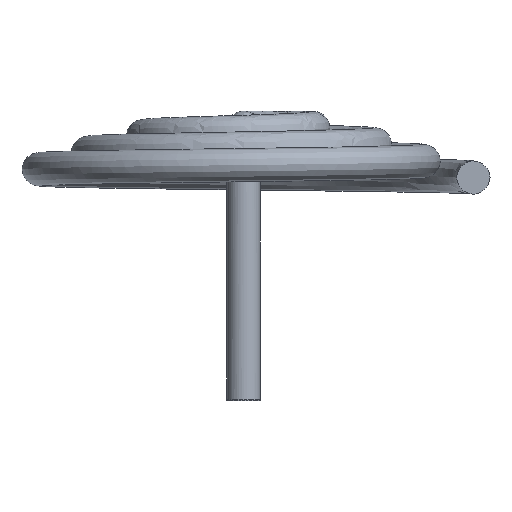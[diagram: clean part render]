
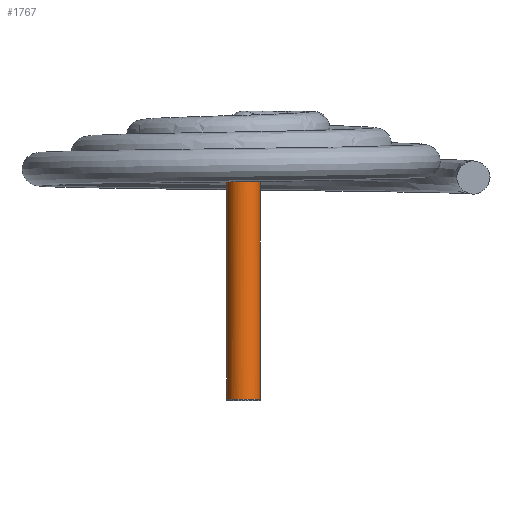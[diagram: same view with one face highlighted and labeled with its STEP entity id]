
A CAD part, front view. The second image highlights one B-rep face of the part: STEP entity #1767.
In plain terms, the highlighted free-form (B-spline) face has degree [3, 1] with [4, 2] control points.
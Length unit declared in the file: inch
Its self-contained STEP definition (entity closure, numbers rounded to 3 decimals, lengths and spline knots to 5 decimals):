
#47 = ORIENTED_EDGE ( 'NONE', *, *, #274, .T. ) ;
#49 = CARTESIAN_POINT ( 'NONE',  ( 0.55906, 0., -0.06904 ) ) ;
#103 = CIRCLE ( 'NONE', #1109, 0.01181 ) ;
#108 = CARTESIAN_POINT ( 'NONE',  ( 0.58268, 0., -0.15781 ) ) ;
#151 = VECTOR ( 'NONE', #645, 39.37008 ) ;
#198 = DIRECTION ( 'NONE',  ( 0., 0., 1. ) ) ;
#232 = VERTEX_POINT ( 'NONE', #1394 ) ;
#274 = EDGE_CURVE ( 'NONE', #232, #1693, #1212, .T. ) ;
#487 = CARTESIAN_POINT ( 'NONE',  ( 0.55906, -0.02362, 0.01936 ) ) ;
#492 = CARTESIAN_POINT ( 'NONE',  ( 0.58268, 0., 0.01907 ) ) ;
#560 = CARTESIAN_POINT ( 'NONE',  ( 0.55906, 0., -0.15748 ) ) ;
#638 = CARTESIAN_POINT ( 'NONE',  ( 0.58268, -0.02362, -0.15785 ) ) ;
#645 = DIRECTION ( 'NONE',  ( 0., 0., -1. ) ) ;
#786 = CARTESIAN_POINT ( 'NONE',  ( 0.58268, -0.02362, -0.15785 ) ) ;
#797 = CARTESIAN_POINT ( 'NONE',  ( 0.55906, -0.02362, -0.15752 ) ) ;
#801 = DIRECTION ( 'NONE',  ( 1., 0., -0.014 ) ) ;
#944 = CARTESIAN_POINT ( 'NONE',  ( 0.55906, 0., -0.15748 ) ) ;
#945 = CARTESIAN_POINT ( 'NONE',  ( 0.58268, 0., -0.15781 ) ) ;
#956 = EDGE_CURVE ( 'NONE', #1693, #1706, #1256, .T. ) ;
#958 = VECTOR ( 'NONE', #198, 39.37008 ) ;
#959 = ORIENTED_EDGE ( 'NONE', *, *, #1382, .T. ) ;
#1109 = AXIS2_PLACEMENT_3D ( 'NONE', #1863, #1249, #801 ) ;
#1120 = ORIENTED_EDGE ( 'NONE', *, *, #956, .T. ) ;
#1181 =( BOUNDED_SURFACE ( )  B_SPLINE_SURFACE ( 3, 1, ( 
 ( #1504, #1544 ),
 ( #1649, #638 ),
 ( #487, #1836 ),
 ( #1535, #944 ) ),
 .UNSPECIFIED., .F., .F., .F. ) 
 B_SPLINE_SURFACE_WITH_KNOTS ( ( 4, 4 ),
 ( 2, 2 ),
 ( 0., 1. ),
 ( 0., 1. ),
 .UNSPECIFIED. ) 
 GEOMETRIC_REPRESENTATION_ITEM ( )  RATIONAL_B_SPLINE_SURFACE ( (
 ( 1., 1.),
 ( 0.333, 0.333),
 ( 0.333, 0.333),
 ( 1., 1.) ) ) 
 REPRESENTATION_ITEM ( '' )  SURFACE ( )  );
#1212 = LINE ( 'NONE', #49, #151 ) ;
#1249 = DIRECTION ( 'NONE',  ( -0.014, 0.002, -1. ) ) ;
#1256 =( BOUNDED_CURVE ( )  B_SPLINE_CURVE ( 3, ( #1680, #797, #786, #945 ),
 .UNSPECIFIED., .F., .T. ) 
 B_SPLINE_CURVE_WITH_KNOTS ( ( 4, 4 ),
 ( 0., 0.00094 ),
 .UNSPECIFIED. ) 
 CURVE ( )  GEOMETRIC_REPRESENTATION_ITEM ( )  RATIONAL_B_SPLINE_CURVE ( ( 1., 0.333, 0.333, 1. ) ) 
 REPRESENTATION_ITEM ( '' )  );
#1382 = EDGE_CURVE ( 'NONE', #1706, #1426, #1410, .T. ) ;
#1394 = CARTESIAN_POINT ( 'NONE',  ( 0.55906, 0., 0.0194 ) ) ;
#1410 = LINE ( 'NONE', #1872, #958 ) ;
#1417 = EDGE_CURVE ( 'NONE', #1426, #232, #103, .T. ) ;
#1426 = VERTEX_POINT ( 'NONE', #492 ) ;
#1504 = CARTESIAN_POINT ( 'NONE',  ( 0.58268, 0., 0.01907 ) ) ;
#1521 = ORIENTED_EDGE ( 'NONE', *, *, #1417, .T. ) ;
#1535 = CARTESIAN_POINT ( 'NONE',  ( 0.55906, 0., 0.0194 ) ) ;
#1544 = CARTESIAN_POINT ( 'NONE',  ( 0.58268, 0., -0.15781 ) ) ;
#1649 = CARTESIAN_POINT ( 'NONE',  ( 0.58268, -0.02362, 0.01903 ) ) ;
#1680 = CARTESIAN_POINT ( 'NONE',  ( 0.55906, 0., -0.15748 ) ) ;
#1693 = VERTEX_POINT ( 'NONE', #560 ) ;
#1706 = VERTEX_POINT ( 'NONE', #108 ) ;
#1767 = ADVANCED_FACE ( 'NONE', ( #1827 ), #1181, .T. ) ;
#1812 = EDGE_LOOP ( 'NONE', ( #1120, #959, #1521, #47 ) ) ;
#1827 = FACE_OUTER_BOUND ( 'NONE', #1812, .T. ) ;
#1836 = CARTESIAN_POINT ( 'NONE',  ( 0.55906, -0.02362, -0.15752 ) ) ;
#1863 = CARTESIAN_POINT ( 'NONE',  ( 0.57087, 0., 0.01924 ) ) ;
#1872 = CARTESIAN_POINT ( 'NONE',  ( 0.58268, 0., -0.06937 ) ) ;
